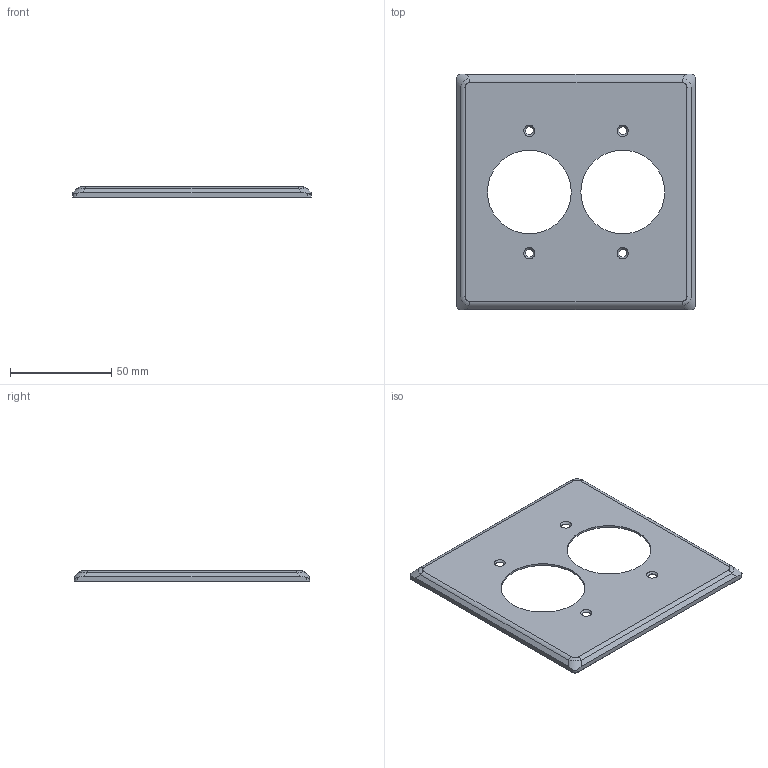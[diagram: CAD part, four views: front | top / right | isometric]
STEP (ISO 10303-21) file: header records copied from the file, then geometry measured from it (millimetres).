
FILE_DESCRIPTION(/* description */ ('COVER FOR ROUND RECEPTACLE'),/* implementation_level */ '2;1');
FILE_NAME(/* name */ '07805-6.ipt.stp',/* time_stamp */ '2020-11-10T19:52:10+05:00',/* author */ ('kr'),/* organization */ (''),/* preprocessor_version */ 'ST-DEVELOPER v18',/* originating_system */ 'Autodesk Inventor 2020',/* authorisation */ '');
FILE_SCHEMA (('AUTOMOTIVE_DESIGN { 1 0 10303 214 3 1 1 }'));
Length unit declared in the file: inch
Products named in the file (1): 1FR
Bounding box: 117.47 x 115.87 x 5.08 mm (x, y, z)
Volume: 14984 mm3; surface area: 25218.7 mm2
Topology: 1 solids, 1 shells, 757 faces, 2055 edges, 1368 vertices
Faces by surface type: plane 456, bspline 211, cylinder 86, cone 4
Full cylindrical faces by diameter (mm): 1.181 x1, 1.41 x1, 3.962 x4, 10.35 x1, 12.7 x1, 41.275 x2
Entity records: 25562 total; most frequent: CARTESIAN_POINT 7622, ORIENTED_EDGE 4110, DIRECTION 2933, EDGE_CURVE 2055, LINE 1443, VECTOR 1443, VERTEX_POINT 1368, EDGE_LOOP 837
